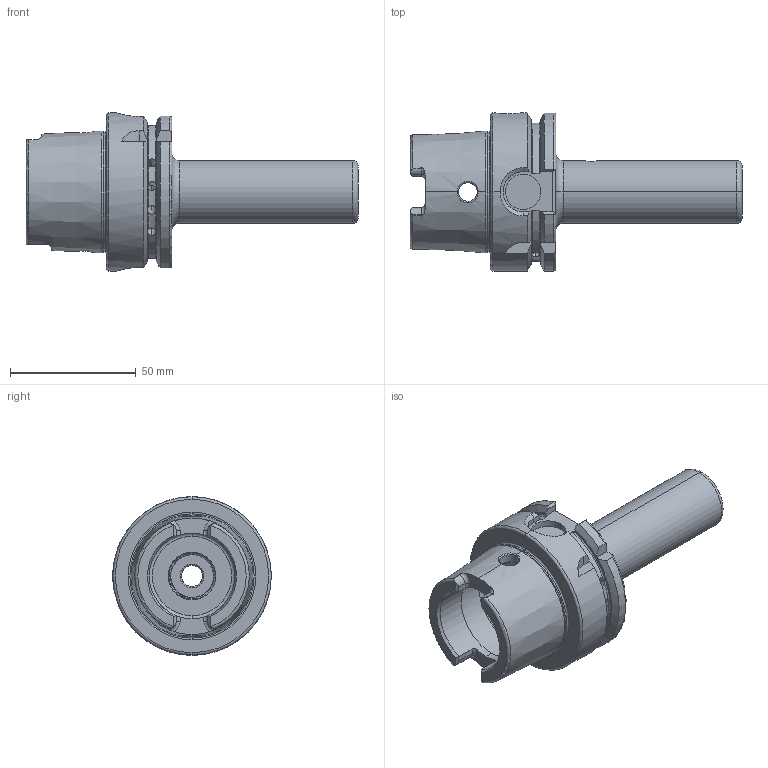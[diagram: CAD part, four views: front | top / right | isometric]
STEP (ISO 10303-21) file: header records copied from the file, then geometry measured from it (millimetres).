
FILE_DESCRIPTION (( 'STEP AP203' ), '1' );
FILE_NAME ('A63.08.01.STEP', '2016-10-11T05:18:19', ( '' ), ( '' ), 'SwSTEP 2.0', 'SolidWorks 2012', '' );
FILE_SCHEMA (( 'CONFIG_CONTROL_DESIGN' ));
Products named in the file (1): A63.08.01
Bounding box: 132 x 63 x 63 mm (x, y, z)
Volume: 109943.4 mm3; surface area: 31801 mm2
Topology: 1 solids, 1 shells, 291 faces, 802 edges, 507 vertices
Faces by surface type: cylinder 119, plane 60, bspline 46, cone 33, torus 33
Entity records: 40018 total; most frequent: CARTESIAN_POINT 33547, ORIENTED_EDGE 1584, DIRECTION 1061, EDGE_CURVE 792, VERTEX_POINT 507, AXIS2_PLACEMENT_3D 422, EDGE_LOOP 305, ADVANCED_FACE 291
